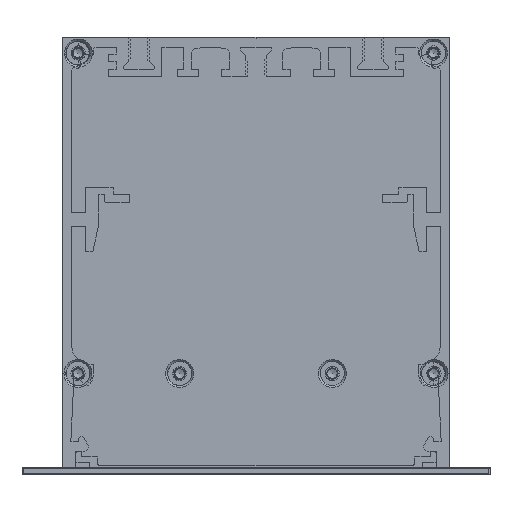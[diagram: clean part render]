
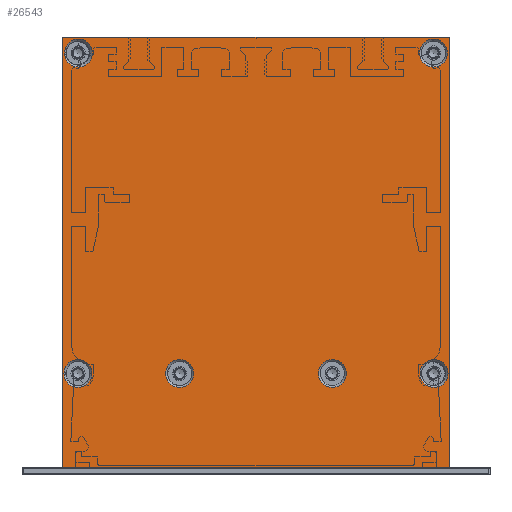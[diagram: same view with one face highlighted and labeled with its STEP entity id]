
A CAD part, front view. The second image highlights one B-rep face of the part: STEP entity #26543.
In plain terms, the highlighted planar face has unit normal (0, -1, 0).
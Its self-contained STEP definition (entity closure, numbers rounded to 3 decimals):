
#189=FACE_BOUND('',#4671,.T.);
#190=FACE_BOUND('',#4672,.T.);
#191=FACE_BOUND('',#4673,.T.);
#192=FACE_BOUND('',#4674,.T.);
#193=FACE_BOUND('',#4675,.T.);
#194=FACE_BOUND('',#4676,.T.);
#409=PLANE('',#28396);
#3226=FACE_OUTER_BOUND('',#4670,.T.);
#4670=EDGE_LOOP('',(#21821,#21822,#21823,#21824));
#4671=EDGE_LOOP('',(#21825));
#4672=EDGE_LOOP('',(#21826));
#4673=EDGE_LOOP('',(#21827));
#4674=EDGE_LOOP('',(#21828));
#4675=EDGE_LOOP('',(#21829));
#4676=EDGE_LOOP('',(#21830));
#5364=CIRCLE('',#27285,2.75);
#5383=CIRCLE('',#27351,2.75);
#5683=CIRCLE('',#28013,2.75);
#5704=CIRCLE('',#28083,2.75);
#5726=CIRCLE('',#28154,2.75);
#5745=CIRCLE('',#28220,2.75);
#7117=LINE('',#55540,#8981);
#7118=LINE('',#55542,#8982);
#7119=LINE('',#55544,#8983);
#7120=LINE('',#55545,#8984);
#8981=VECTOR('',#32775,10.);
#8982=VECTOR('',#32776,10.);
#8983=VECTOR('',#32777,10.);
#8984=VECTOR('',#32778,10.);
#9914=VERTEX_POINT('',#37008);
#10030=VERTEX_POINT('',#38503);
#11243=VERTEX_POINT('',#50043);
#11370=VERTEX_POINT('',#51669);
#11497=VERTEX_POINT('',#53293);
#11611=VERTEX_POINT('',#54785);
#11971=VERTEX_POINT('',#55538);
#11972=VERTEX_POINT('',#55539);
#11973=VERTEX_POINT('',#55541);
#11974=VERTEX_POINT('',#55543);
#12758=EDGE_CURVE('',#9914,#9914,#5364,.T.);
#12931=EDGE_CURVE('',#10030,#10030,#5383,.T.);
#14567=EDGE_CURVE('',#11243,#11243,#5683,.T.);
#14756=EDGE_CURVE('',#11370,#11370,#5704,.T.);
#14944=EDGE_CURVE('',#11497,#11497,#5726,.T.);
#15115=EDGE_CURVE('',#11611,#11611,#5745,.T.);
#15488=EDGE_CURVE('',#11971,#11972,#7117,.T.);
#15489=EDGE_CURVE('',#11972,#11973,#7118,.T.);
#15490=EDGE_CURVE('',#11973,#11974,#7119,.T.);
#15491=EDGE_CURVE('',#11974,#11971,#7120,.T.);
#21821=ORIENTED_EDGE('',*,*,#15488,.T.);
#21822=ORIENTED_EDGE('',*,*,#15489,.T.);
#21823=ORIENTED_EDGE('',*,*,#15490,.T.);
#21824=ORIENTED_EDGE('',*,*,#15491,.T.);
#21825=ORIENTED_EDGE('',*,*,#12758,.T.);
#21826=ORIENTED_EDGE('',*,*,#12931,.T.);
#21827=ORIENTED_EDGE('',*,*,#14756,.T.);
#21828=ORIENTED_EDGE('',*,*,#14944,.T.);
#21829=ORIENTED_EDGE('',*,*,#15115,.T.);
#21830=ORIENTED_EDGE('',*,*,#14567,.T.);
#26543=ADVANCED_FACE('',(#3226,#189,#190,#191,#192,#193,#194),#409,.T.);
#27285=AXIS2_PLACEMENT_3D('',#37009,#29550,#29551);
#27351=AXIS2_PLACEMENT_3D('',#38504,#29732,#29733);
#28013=AXIS2_PLACEMENT_3D('',#50044,#31638,#31639);
#28083=AXIS2_PLACEMENT_3D('',#51671,#31831,#31832);
#28154=AXIS2_PLACEMENT_3D('',#53295,#32025,#32026);
#28220=AXIS2_PLACEMENT_3D('',#54786,#32205,#32206);
#28396=AXIS2_PLACEMENT_3D('',#55537,#32773,#32774);
#29550=DIRECTION('center_axis',(0.,1.,0.));
#29551=DIRECTION('ref_axis',(-1.,0.,0.));
#29732=DIRECTION('center_axis',(0.,1.,0.));
#29733=DIRECTION('ref_axis',(-1.,0.,0.));
#31638=DIRECTION('center_axis',(0.,1.,0.));
#31639=DIRECTION('ref_axis',(-1.,0.,0.));
#31831=DIRECTION('center_axis',(0.,1.,0.));
#31832=DIRECTION('ref_axis',(-1.,0.,0.));
#32025=DIRECTION('center_axis',(0.,1.,0.));
#32026=DIRECTION('ref_axis',(-1.,0.,0.));
#32205=DIRECTION('center_axis',(0.,1.,0.));
#32206=DIRECTION('ref_axis',(-1.,0.,0.));
#32773=DIRECTION('center_axis',(0.,-1.,0.));
#32774=DIRECTION('ref_axis',(0.,0.,1.));
#32775=DIRECTION('',(1.,0.,0.));
#32776=DIRECTION('',(0.,0.,1.));
#32777=DIRECTION('',(-1.,0.,0.));
#32778=DIRECTION('',(0.,0.,-1.));
#37008=CARTESIAN_POINT('',(17.75,-435.,-66.1));
#37009=CARTESIAN_POINT('Origin',(15.,-435.,-66.1));
#38503=CARTESIAN_POINT('',(-12.25,-435.,-66.1));
#38504=CARTESIAN_POINT('Origin',(-15.,-435.,-66.1));
#50043=CARTESIAN_POINT('',(37.65,-435.,-3.1));
#50044=CARTESIAN_POINT('Origin',(34.9,-435.,-3.1));
#51669=CARTESIAN_POINT('',(-32.15,-435.,-3.1));
#51671=CARTESIAN_POINT('Origin',(-34.9,-435.,-3.1));
#53293=CARTESIAN_POINT('',(37.75,-435.,-66.1));
#53295=CARTESIAN_POINT('Origin',(35.,-435.,-66.1));
#54785=CARTESIAN_POINT('',(-32.25,-435.,-66.1));
#54786=CARTESIAN_POINT('Origin',(-35.,-435.,-66.1));
#55537=CARTESIAN_POINT('Origin',(0.,-435.,-43.));
#55538=CARTESIAN_POINT('',(-38.,-435.,-84.6));
#55539=CARTESIAN_POINT('',(38.,-435.,-84.6));
#55540=CARTESIAN_POINT('',(0.,-435.,-84.6));
#55541=CARTESIAN_POINT('',(38.,-435.,0.));
#55542=CARTESIAN_POINT('',(38.,-435.,0.));
#55543=CARTESIAN_POINT('',(-38.,-435.,0.));
#55544=CARTESIAN_POINT('',(-38.,-435.,0.));
#55545=CARTESIAN_POINT('',(-38.,-435.,-86.));
